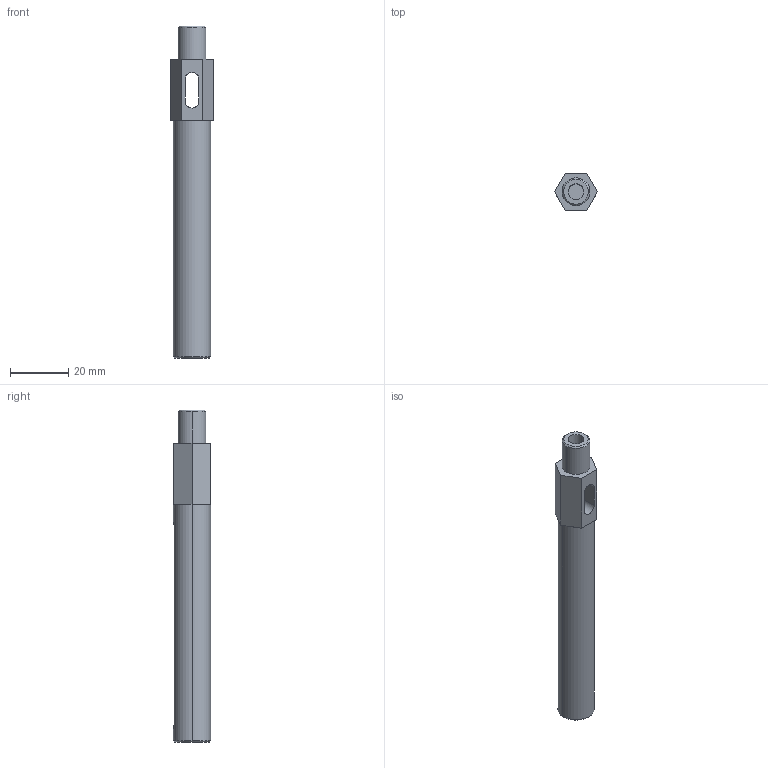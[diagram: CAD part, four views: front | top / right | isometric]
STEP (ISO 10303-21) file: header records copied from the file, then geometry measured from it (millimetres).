
FILE_DESCRIPTION (( 'STEP AP214' ), '1' );
FILE_NAME ('am-0147 Long SS Hex Shaft.STEP', '2016-02-04T13:30:32', ( '' ), ( '' ), 'SwSTEP 2.0', 'SolidWorks 2014', '' );
FILE_SCHEMA (( 'AUTOMOTIVE_DESIGN' ));
Length unit declared in the file: inch
Products named in the file (1): am-0147 Long SS Hex Shaft
Bounding box: 14.75 x 12.78 x 113.61 mm (x, y, z)
Volume: 12059.9 mm3; surface area: 5891 mm2
Topology: 1 solids, 1 shells, 38 faces, 90 edges, 57 vertices
Faces by surface type: plane 18, cylinder 14, cone 6
Entity records: 1280 total; most frequent: CARTESIAN_POINT 350, DIRECTION 186, ORIENTED_EDGE 176, EDGE_CURVE 88, AXIS2_PLACEMENT_3D 65, VERTEX_POINT 57, VECTOR 56, LINE 56
